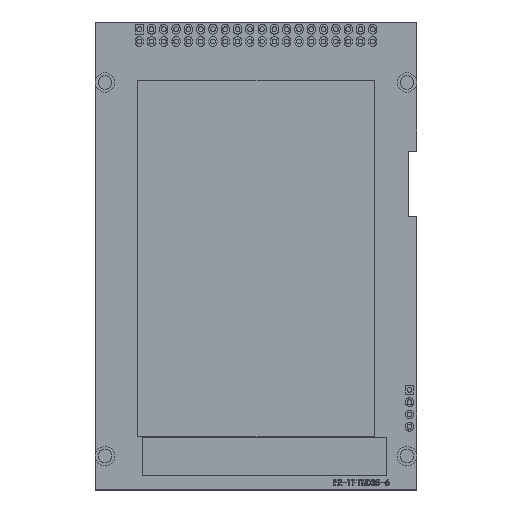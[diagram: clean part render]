
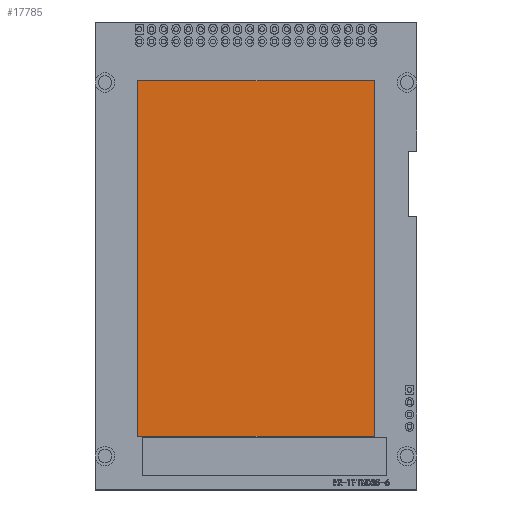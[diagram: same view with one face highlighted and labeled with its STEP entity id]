
A CAD part, top view. The second image highlights one B-rep face of the part: STEP entity #17785.
In plain terms, the highlighted face is planar.
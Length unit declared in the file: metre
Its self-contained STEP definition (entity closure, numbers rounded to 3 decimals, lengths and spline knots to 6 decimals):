
#2342=LINE('',#36389,#4049);
#2343=LINE('',#36392,#4050);
#2344=LINE('',#36394,#4051);
#2345=LINE('',#36396,#4052);
#4049=VECTOR('',#26229,1.);
#4050=VECTOR('',#26230,1.);
#4051=VECTOR('',#26231,1.);
#4052=VECTOR('',#26232,1.);
#8154=ORIENTED_EDGE('',*,*,#11286,.T.);
#8155=ORIENTED_EDGE('',*,*,#11287,.F.);
#8156=ORIENTED_EDGE('',*,*,#11288,.F.);
#8157=ORIENTED_EDGE('',*,*,#11289,.T.);
#11286=EDGE_CURVE('',#12926,#12927,#2342,.T.);
#11287=EDGE_CURVE('',#12928,#12927,#2343,.T.);
#11288=EDGE_CURVE('',#12929,#12928,#2344,.T.);
#11289=EDGE_CURVE('',#12929,#12926,#2345,.T.);
#12926=VERTEX_POINT('',#36390);
#12927=VERTEX_POINT('',#36391);
#12928=VERTEX_POINT('',#36393);
#12929=VERTEX_POINT('',#36395);
#14297=EDGE_LOOP('',(#8154,#8155,#8156,#8157));
#15570=FACE_BOUND('',#14297,.T.);
#16338=PLANE('',#21985);
#17785=ADVANCED_FACE('',(#15570),#16338,.F.);
#21985=AXIS2_PLACEMENT_3D('',#36388,#26227,#26228);
#26227=DIRECTION('',(0.,0.,-1.));
#26228=DIRECTION('',(-1.,0.,0.));
#26229=DIRECTION('',(-1.,0.,0.));
#26230=DIRECTION('',(0.,1.,0.));
#26231=DIRECTION('',(-1.,0.,0.));
#26232=DIRECTION('',(0.,1.,0.));
#36388=CARTESIAN_POINT('',(0.05768,0.01115,0.00315));
#36389=CARTESIAN_POINT('',(0.0332,0.08459,0.00315));
#36390=CARTESIAN_POINT('',(0.05768,0.08459,0.00315));
#36391=CARTESIAN_POINT('',(0.00872,0.08459,0.00315));
#36392=CARTESIAN_POINT('',(0.00872,0.04787,0.00315));
#36393=CARTESIAN_POINT('',(0.00872,0.01115,0.00315));
#36394=CARTESIAN_POINT('',(0.0332,0.01115,0.00315));
#36395=CARTESIAN_POINT('',(0.05768,0.01115,0.00315));
#36396=CARTESIAN_POINT('',(0.05768,0.04787,0.00315));
